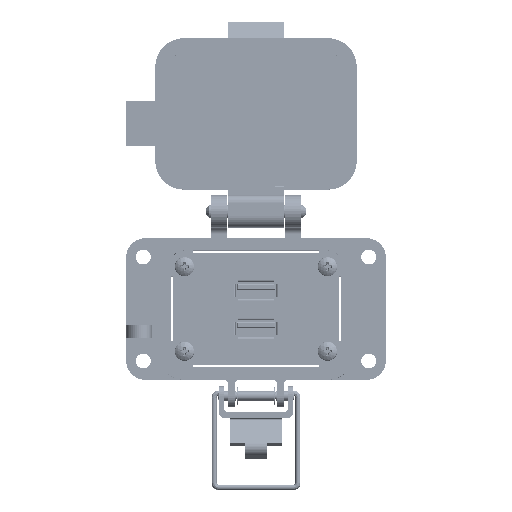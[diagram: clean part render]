
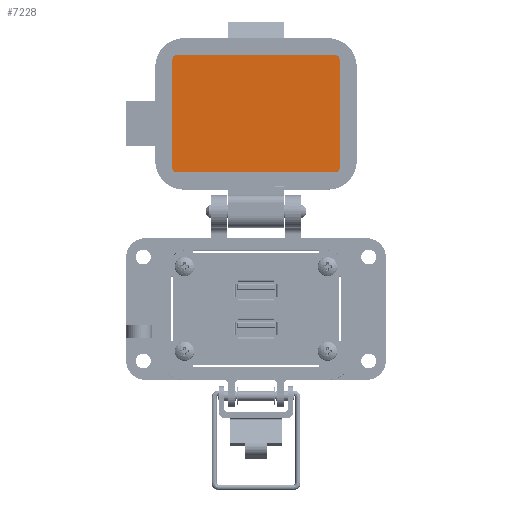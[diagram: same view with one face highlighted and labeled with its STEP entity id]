
A CAD part, top view. The second image highlights one B-rep face of the part: STEP entity #7228.
In plain terms, the highlighted planar face has unit normal (0, 0, 1).
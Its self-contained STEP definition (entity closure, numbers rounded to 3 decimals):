
#315 = EDGE_LOOP ( 'NONE', ( #77893, #79597, #68849, #3750, #88231, #73296, #6868, #46878 ) ) ;
#487 = DIRECTION ( 'NONE',  ( -1., 0., 0. ) ) ;
#949 = CARTESIAN_POINT ( 'NONE',  ( -24.827, 84.4, -23.97 ) ) ;
#3019 = CARTESIAN_POINT ( 'NONE',  ( 25.885, 84.4, -23.97 ) ) ;
#3750 = ORIENTED_EDGE ( 'NONE', *, *, #58630, .F. ) ;
#4616 = DIRECTION ( 'NONE',  ( 0., 0., -1. ) ) ;
#6578 = VERTEX_POINT ( 'NONE', #10382 ) ;
#6868 = ORIENTED_EDGE ( 'NONE', *, *, #50960, .F. ) ;
#6908 = DIRECTION ( 'NONE',  ( 0., 1., 0. ) ) ;
#7228 = ADVANCED_FACE ( 'NONE', ( #74970 ), #68278, .F. ) ;
#7999 = DIRECTION ( 'NONE',  ( -1., 0., 0. ) ) ;
#10382 = CARTESIAN_POINT ( 'NONE',  ( -24.827, 49.199, -23.97 ) ) ;
#12852 = DIRECTION ( 'NONE',  ( 0., 0., -1. ) ) ;
#14024 = DIRECTION ( 'NONE',  ( 0., 0., -1. ) ) ;
#14767 = VERTEX_POINT ( 'NONE', #56361 ) ;
#14835 = VECTOR ( 'NONE', #29311, 1000. ) ;
#17896 = LINE ( 'NONE', #78303, #34530 ) ;
#22630 = AXIS2_PLACEMENT_3D ( 'NONE', #47102, #4616, #54210 ) ;
#26427 = CARTESIAN_POINT ( 'NONE',  ( -25.885, 50.257, -23.97 ) ) ;
#28919 = VECTOR ( 'NONE', #71776, 1000. ) ;
#29193 = CARTESIAN_POINT ( 'NONE',  ( 0., 85.458, -23.97 ) ) ;
#29311 = DIRECTION ( 'NONE',  ( 0., -1., 0. ) ) ;
#29646 = VECTOR ( 'NONE', #6908, 1000. ) ;
#30599 = VERTEX_POINT ( 'NONE', #73169 ) ;
#33628 = LINE ( 'NONE', #79096, #14835 ) ;
#34303 = AXIS2_PLACEMENT_3D ( 'NONE', #55393, #12852, #62519 ) ;
#34530 = VECTOR ( 'NONE', #487, 1000. ) ;
#38110 = DIRECTION ( 'NONE',  ( 0., 0., -1. ) ) ;
#42340 = CARTESIAN_POINT ( 'NONE',  ( -24.827, 85.458, -23.97 ) ) ;
#43919 = AXIS2_PLACEMENT_3D ( 'NONE', #56572, #14024, #63677 ) ;
#44383 = CARTESIAN_POINT ( 'NONE',  ( 24.828, 49.199, -23.97 ) ) ;
#45085 = CIRCLE ( 'NONE', #46826, 1.057 ) ;
#45687 = LINE ( 'NONE', #29193, #28919 ) ;
#46826 = AXIS2_PLACEMENT_3D ( 'NONE', #949, #50557, #7999 ) ;
#46878 = ORIENTED_EDGE ( 'NONE', *, *, #63484, .F. ) ;
#47102 = CARTESIAN_POINT ( 'NONE',  ( -24.827, 50.257, -23.97 ) ) ;
#50307 = CIRCLE ( 'NONE', #72683, 1.057 ) ;
#50557 = DIRECTION ( 'NONE',  ( 0., 0., -1. ) ) ;
#50960 = EDGE_CURVE ( 'NONE', #14767, #51630, #50307, .T. ) ;
#51630 = VERTEX_POINT ( 'NONE', #3019 ) ;
#54172 = EDGE_CURVE ( 'NONE', #81056, #77947, #85966, .T. ) ;
#54210 = DIRECTION ( 'NONE',  ( -1., 0., 0. ) ) ;
#55393 = CARTESIAN_POINT ( 'NONE',  ( 24.827, 50.257, -23.97 ) ) ;
#56361 = CARTESIAN_POINT ( 'NONE',  ( 24.827, 85.458, -23.97 ) ) ;
#56572 = CARTESIAN_POINT ( 'NONE',  ( 0., 67.329, -23.97 ) ) ;
#58630 = EDGE_CURVE ( 'NONE', #77947, #6578, #17896, .T. ) ;
#62519 = DIRECTION ( 'NONE',  ( -1., 0., 0. ) ) ;
#63484 = EDGE_CURVE ( 'NONE', #68332, #14767, #45687, .T. ) ;
#63677 = DIRECTION ( 'NONE',  ( 0., 1., 0. ) ) ;
#64245 = CIRCLE ( 'NONE', #22630, 1.057 ) ;
#64460 = EDGE_CURVE ( 'NONE', #30599, #68332, #45085, .T. ) ;
#68278 = PLANE ( 'NONE',  #43919 ) ;
#68332 = VERTEX_POINT ( 'NONE', #42340 ) ;
#68849 = ORIENTED_EDGE ( 'NONE', *, *, #86425, .F. ) ;
#70105 = EDGE_CURVE ( 'NONE', #88524, #30599, #86443, .T. ) ;
#71776 = DIRECTION ( 'NONE',  ( 1., 0., 0. ) ) ;
#72683 = AXIS2_PLACEMENT_3D ( 'NONE', #80677, #38110, #87877 ) ;
#73169 = CARTESIAN_POINT ( 'NONE',  ( -25.885, 84.4, -23.97 ) ) ;
#73296 = ORIENTED_EDGE ( 'NONE', *, *, #84769, .F. ) ;
#74318 = CARTESIAN_POINT ( 'NONE',  ( 25.885, 50.257, -23.97 ) ) ;
#74970 = FACE_OUTER_BOUND ( 'NONE', #315, .T. ) ;
#77893 = ORIENTED_EDGE ( 'NONE', *, *, #64460, .F. ) ;
#77947 = VERTEX_POINT ( 'NONE', #44383 ) ;
#78303 = CARTESIAN_POINT ( 'NONE',  ( 0., 49.199, -23.97 ) ) ;
#79096 = CARTESIAN_POINT ( 'NONE',  ( 25.885, 67.329, -23.97 ) ) ;
#79597 = ORIENTED_EDGE ( 'NONE', *, *, #70105, .F. ) ;
#80677 = CARTESIAN_POINT ( 'NONE',  ( 24.827, 84.4, -23.97 ) ) ;
#81056 = VERTEX_POINT ( 'NONE', #74318 ) ;
#84769 = EDGE_CURVE ( 'NONE', #51630, #81056, #33628, .T. ) ;
#85966 = CIRCLE ( 'NONE', #34303, 1.057 ) ;
#86425 = EDGE_CURVE ( 'NONE', #6578, #88524, #64245, .T. ) ;
#86443 = LINE ( 'NONE', #91988, #29646 ) ;
#87877 = DIRECTION ( 'NONE',  ( -1., 0., 0. ) ) ;
#88231 = ORIENTED_EDGE ( 'NONE', *, *, #54172, .F. ) ;
#88524 = VERTEX_POINT ( 'NONE', #26427 ) ;
#91988 = CARTESIAN_POINT ( 'NONE',  ( -25.885, 67.329, -23.97 ) ) ;
